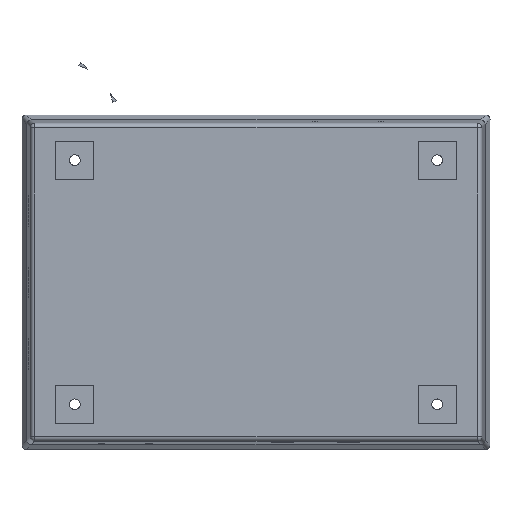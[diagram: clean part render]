
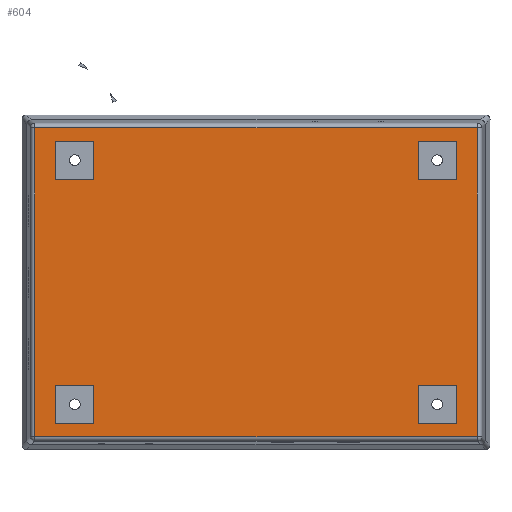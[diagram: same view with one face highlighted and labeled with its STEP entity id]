
A CAD part, front view. The second image highlights one B-rep face of the part: STEP entity #604.
In plain terms, the highlighted planar face has unit normal (0, -1, 0).
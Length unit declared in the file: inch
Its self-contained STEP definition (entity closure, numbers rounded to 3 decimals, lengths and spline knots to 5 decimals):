
#529=FACE_BOUND('',#524,.T.) ;
#535=FACE_BOUND('',#530,.T.) ;
#569=FACE_BOUND('',#564,.T.) ;
#603=FACE_BOUND('',#598,.T.) ;
#371=VERTEX_POINT('',#370) ;
#378=VERTEX_POINT('',#377) ;
#402=VERTEX_POINT('',#401) ;
#426=VERTEX_POINT('',#425) ;
#467=VERTEX_POINT('',#466) ;
#469=VERTEX_POINT('',#468) ;
#476=VERTEX_POINT('',#475) ;
#483=VERTEX_POINT('',#482) ;
#501=VERTEX_POINT('',#500) ;
#503=VERTEX_POINT('',#502) ;
#510=VERTEX_POINT('',#509) ;
#517=VERTEX_POINT('',#516) ;
#541=VERTEX_POINT('',#540) ;
#543=VERTEX_POINT('',#542) ;
#550=VERTEX_POINT('',#549) ;
#557=VERTEX_POINT('',#556) ;
#575=VERTEX_POINT('',#574) ;
#577=VERTEX_POINT('',#576) ;
#584=VERTEX_POINT('',#583) ;
#591=VERTEX_POINT('',#590) ;
#375=VECTOR('Line Direction',#374,0.03937) ;
#406=VECTOR('Line Direction',#405,0.03937) ;
#430=VECTOR('Line Direction',#429,0.03937) ;
#447=VECTOR('Line Direction',#446,0.03937) ;
#464=VECTOR('Line Direction',#463,0.03937) ;
#473=VECTOR('Line Direction',#472,0.03937) ;
#480=VECTOR('Line Direction',#479,0.03937) ;
#487=VECTOR('Line Direction',#486,0.03937) ;
#498=VECTOR('Line Direction',#497,0.03937) ;
#507=VECTOR('Line Direction',#506,0.03937) ;
#514=VECTOR('Line Direction',#513,0.03937) ;
#521=VECTOR('Line Direction',#520,0.03937) ;
#538=VECTOR('Line Direction',#537,0.03937) ;
#547=VECTOR('Line Direction',#546,0.03937) ;
#554=VECTOR('Line Direction',#553,0.03937) ;
#561=VECTOR('Line Direction',#560,0.03937) ;
#572=VECTOR('Line Direction',#571,0.03937) ;
#581=VECTOR('Line Direction',#580,0.03937) ;
#588=VECTOR('Line Direction',#587,0.03937) ;
#595=VECTOR('Line Direction',#594,0.03937) ;
#374=DIRECTION('Vector Direction',(1.,0.,0.)) ;
#405=DIRECTION('Vector Direction',(0.,0.,-1.)) ;
#429=DIRECTION('Vector Direction',(-1.,0.,0.)) ;
#446=DIRECTION('Vector Direction',(0.,0.,1.)) ;
#458=DIRECTION('Axis2P3D Direction',(0.,1.,0.)) ;
#459=DIRECTION('Axis2P3D XDirection',(0.,0.,1.)) ;
#463=DIRECTION('Vector Direction',(0.,0.,-1.)) ;
#472=DIRECTION('Vector Direction',(1.,0.,0.)) ;
#479=DIRECTION('Vector Direction',(0.,0.,1.)) ;
#486=DIRECTION('Vector Direction',(-1.,0.,0.)) ;
#497=DIRECTION('Vector Direction',(0.,0.,-1.)) ;
#506=DIRECTION('Vector Direction',(-1.,0.,0.)) ;
#513=DIRECTION('Vector Direction',(0.,0.,1.)) ;
#520=DIRECTION('Vector Direction',(1.,0.,0.)) ;
#537=DIRECTION('Vector Direction',(0.,0.,-1.)) ;
#546=DIRECTION('Vector Direction',(-1.,0.,0.)) ;
#553=DIRECTION('Vector Direction',(0.,0.,1.)) ;
#560=DIRECTION('Vector Direction',(1.,0.,0.)) ;
#571=DIRECTION('Vector Direction',(0.,0.,-1.)) ;
#580=DIRECTION('Vector Direction',(-1.,0.,0.)) ;
#587=DIRECTION('Vector Direction',(0.,0.,1.)) ;
#594=DIRECTION('Vector Direction',(1.,0.,0.)) ;
#370=CARTESIAN_POINT('Vertex',(-4.25,-4.75,3.7)) ;
#373=CARTESIAN_POINT('Line Origine',(-4.75,-4.75,3.7)) ;
#377=CARTESIAN_POINT('Vertex',(-5.25,-4.75,3.7)) ;
#401=CARTESIAN_POINT('Vertex',(-4.25,-4.75,2.7)) ;
#404=CARTESIAN_POINT('Line Origine',(-4.25,-4.75,3.2)) ;
#425=CARTESIAN_POINT('Vertex',(-5.25,-4.75,2.7)) ;
#428=CARTESIAN_POINT('Line Origine',(-4.75,-4.75,2.7)) ;
#445=CARTESIAN_POINT('Line Origine',(-5.25,-4.75,3.2)) ;
#457=CARTESIAN_POINT('Axis2P3D Location',(0.,-4.75,0.)) ;
#462=CARTESIAN_POINT('Line Origine',(5.79916,-4.75,0.)) ;
#466=CARTESIAN_POINT('Vertex',(5.79916,-4.75,4.04916)) ;
#468=CARTESIAN_POINT('Vertex',(5.79916,-4.75,-4.04916)) ;
#471=CARTESIAN_POINT('Line Origine',(0.,-4.75,4.04916)) ;
#475=CARTESIAN_POINT('Vertex',(-5.79916,-4.75,4.04916)) ;
#478=CARTESIAN_POINT('Line Origine',(-5.79916,-4.75,0.)) ;
#482=CARTESIAN_POINT('Vertex',(-5.79916,-4.75,-4.04916)) ;
#485=CARTESIAN_POINT('Line Origine',(0.,-4.75,-4.04916)) ;
#496=CARTESIAN_POINT('Line Origine',(5.25,-4.75,-3.2)) ;
#500=CARTESIAN_POINT('Vertex',(5.25,-4.75,-2.7)) ;
#502=CARTESIAN_POINT('Vertex',(5.25,-4.75,-3.7)) ;
#505=CARTESIAN_POINT('Line Origine',(4.75,-4.75,-3.7)) ;
#509=CARTESIAN_POINT('Vertex',(4.25,-4.75,-3.7)) ;
#512=CARTESIAN_POINT('Line Origine',(4.25,-4.75,-3.2)) ;
#516=CARTESIAN_POINT('Vertex',(4.25,-4.75,-2.7)) ;
#519=CARTESIAN_POINT('Line Origine',(4.75,-4.75,-2.7)) ;
#536=CARTESIAN_POINT('Line Origine',(-4.25,-4.75,-3.2)) ;
#540=CARTESIAN_POINT('Vertex',(-4.25,-4.75,-2.7)) ;
#542=CARTESIAN_POINT('Vertex',(-4.25,-4.75,-3.7)) ;
#545=CARTESIAN_POINT('Line Origine',(-4.75,-4.75,-3.7)) ;
#549=CARTESIAN_POINT('Vertex',(-5.25,-4.75,-3.7)) ;
#552=CARTESIAN_POINT('Line Origine',(-5.25,-4.75,-3.2)) ;
#556=CARTESIAN_POINT('Vertex',(-5.25,-4.75,-2.7)) ;
#559=CARTESIAN_POINT('Line Origine',(-4.75,-4.75,-2.7)) ;
#570=CARTESIAN_POINT('Line Origine',(5.25,-4.75,3.2)) ;
#574=CARTESIAN_POINT('Vertex',(5.25,-4.75,3.7)) ;
#576=CARTESIAN_POINT('Vertex',(5.25,-4.75,2.7)) ;
#579=CARTESIAN_POINT('Line Origine',(4.75,-4.75,2.7)) ;
#583=CARTESIAN_POINT('Vertex',(4.25,-4.75,2.7)) ;
#586=CARTESIAN_POINT('Line Origine',(4.25,-4.75,3.2)) ;
#590=CARTESIAN_POINT('Vertex',(4.25,-4.75,3.7)) ;
#593=CARTESIAN_POINT('Line Origine',(4.75,-4.75,3.7)) ;
#460=AXIS2_PLACEMENT_3D('Plane Axis2P3D',#457,#458,#459) ;
#376=LINE('Line',#373,#375) ;
#407=LINE('Line',#404,#406) ;
#431=LINE('Line',#428,#430) ;
#448=LINE('Line',#445,#447) ;
#465=LINE('Line',#462,#464) ;
#474=LINE('Line',#471,#473) ;
#481=LINE('Line',#478,#480) ;
#488=LINE('Line',#485,#487) ;
#499=LINE('Line',#496,#498) ;
#508=LINE('Line',#505,#507) ;
#515=LINE('Line',#512,#514) ;
#522=LINE('Line',#519,#521) ;
#539=LINE('Line',#536,#538) ;
#548=LINE('Line',#545,#547) ;
#555=LINE('Line',#552,#554) ;
#562=LINE('Line',#559,#561) ;
#573=LINE('Line',#570,#572) ;
#582=LINE('Line',#579,#581) ;
#589=LINE('Line',#586,#588) ;
#596=LINE('Line',#593,#595) ;
#461=PLANE('',#460) ;
#379=EDGE_CURVE('',#378,#371,#376,.T.) ;
#408=EDGE_CURVE('',#371,#402,#407,.T.) ;
#432=EDGE_CURVE('',#402,#426,#431,.T.) ;
#449=EDGE_CURVE('',#426,#378,#448,.T.) ;
#470=EDGE_CURVE('',#467,#469,#465,.T.) ;
#477=EDGE_CURVE('',#476,#467,#474,.T.) ;
#484=EDGE_CURVE('',#483,#476,#481,.T.) ;
#489=EDGE_CURVE('',#469,#483,#488,.T.) ;
#504=EDGE_CURVE('',#501,#503,#499,.T.) ;
#511=EDGE_CURVE('',#503,#510,#508,.T.) ;
#518=EDGE_CURVE('',#510,#517,#515,.T.) ;
#523=EDGE_CURVE('',#517,#501,#522,.T.) ;
#544=EDGE_CURVE('',#541,#543,#539,.T.) ;
#551=EDGE_CURVE('',#543,#550,#548,.T.) ;
#558=EDGE_CURVE('',#550,#557,#555,.T.) ;
#563=EDGE_CURVE('',#557,#541,#562,.T.) ;
#578=EDGE_CURVE('',#575,#577,#573,.T.) ;
#585=EDGE_CURVE('',#577,#584,#582,.T.) ;
#592=EDGE_CURVE('',#584,#591,#589,.T.) ;
#597=EDGE_CURVE('',#591,#575,#596,.T.) ;
#491=ORIENTED_EDGE('',*,*,#470,.F.) ;
#492=ORIENTED_EDGE('',*,*,#477,.F.) ;
#493=ORIENTED_EDGE('',*,*,#484,.F.) ;
#494=ORIENTED_EDGE('',*,*,#489,.F.) ;
#525=ORIENTED_EDGE('',*,*,#504,.T.) ;
#526=ORIENTED_EDGE('',*,*,#511,.T.) ;
#527=ORIENTED_EDGE('',*,*,#518,.T.) ;
#528=ORIENTED_EDGE('',*,*,#523,.T.) ;
#531=ORIENTED_EDGE('',*,*,#449,.T.) ;
#532=ORIENTED_EDGE('',*,*,#379,.T.) ;
#533=ORIENTED_EDGE('',*,*,#408,.T.) ;
#534=ORIENTED_EDGE('',*,*,#432,.T.) ;
#565=ORIENTED_EDGE('',*,*,#544,.T.) ;
#566=ORIENTED_EDGE('',*,*,#551,.T.) ;
#567=ORIENTED_EDGE('',*,*,#558,.T.) ;
#568=ORIENTED_EDGE('',*,*,#563,.T.) ;
#599=ORIENTED_EDGE('',*,*,#578,.T.) ;
#600=ORIENTED_EDGE('',*,*,#585,.T.) ;
#601=ORIENTED_EDGE('',*,*,#592,.T.) ;
#602=ORIENTED_EDGE('',*,*,#597,.T.) ;
#490=EDGE_LOOP('',(#491,#492,#493,#494)) ;
#524=EDGE_LOOP('',(#525,#526,#527,#528)) ;
#530=EDGE_LOOP('',(#531,#532,#533,#534)) ;
#564=EDGE_LOOP('',(#565,#566,#567,#568)) ;
#598=EDGE_LOOP('',(#599,#600,#601,#602)) ;
#604=ADVANCED_FACE('Solid1',(#495,#529,#535,#569,#603),#461,.F.) ;
#495=FACE_OUTER_BOUND('',#490,.T.) ;
